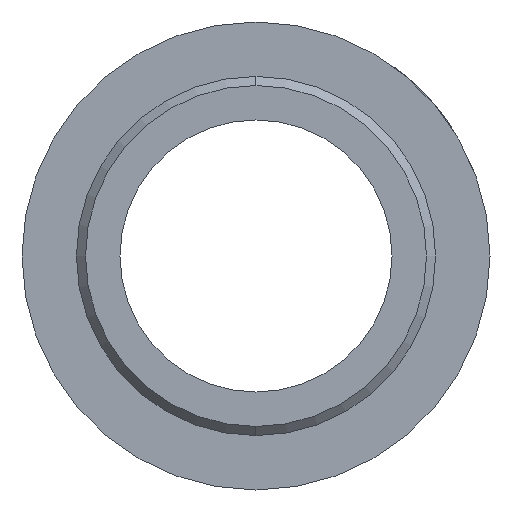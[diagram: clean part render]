
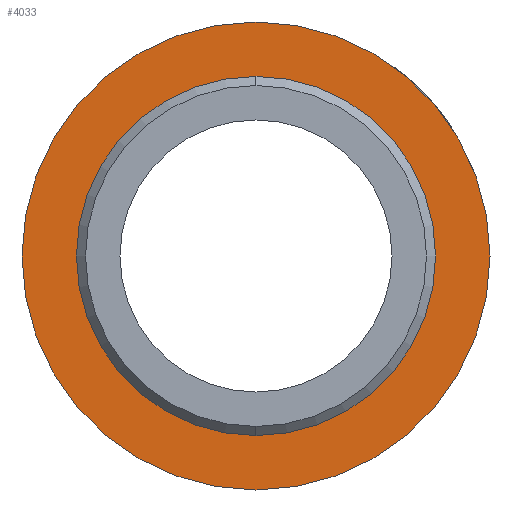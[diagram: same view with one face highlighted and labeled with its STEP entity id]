
A CAD part, left-side view. The second image highlights one B-rep face of the part: STEP entity #4033.
In plain terms, the highlighted planar face has unit normal (-1, 0, 0).
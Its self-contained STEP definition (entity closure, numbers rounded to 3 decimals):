
#44 = CARTESIAN_POINT ( 'NONE',  ( 21., 0., 0. ) ) ;
#81 = CARTESIAN_POINT ( 'NONE',  ( 21., 0., 0. ) ) ;
#248 = EDGE_LOOP ( 'NONE', ( #367, #2609 ) ) ;
#367 = ORIENTED_EDGE ( 'NONE', *, *, #4559, .T. ) ;
#656 = AXIS2_PLACEMENT_3D ( 'NONE', #810, #2916, #2106 ) ;
#672 = CIRCLE ( 'NONE', #1562, 12.9 ) ;
#810 = CARTESIAN_POINT ( 'NONE',  ( 21., 0., 0. ) ) ;
#871 = VERTEX_POINT ( 'NONE', #5040 ) ;
#904 = CARTESIAN_POINT ( 'NONE',  ( 21., 0., -12.9 ) ) ;
#1064 = DIRECTION ( 'NONE',  ( -1., 0., 0. ) ) ;
#1273 = EDGE_CURVE ( 'NONE', #4493, #2637, #3041, .T. ) ;
#1291 = CARTESIAN_POINT ( 'NONE',  ( 21., 0., 0. ) ) ;
#1321 = DIRECTION ( 'NONE',  ( 0., 0., 1. ) ) ;
#1562 = AXIS2_PLACEMENT_3D ( 'NONE', #81, #2211, #5093 ) ;
#1893 = PLANE ( 'NONE',  #5085 ) ;
#2021 = VERTEX_POINT ( 'NONE', #904 ) ;
#2106 = DIRECTION ( 'NONE',  ( 0., 0., 1. ) ) ;
#2211 = DIRECTION ( 'NONE',  ( -1., 0., 0. ) ) ;
#2331 = ORIENTED_EDGE ( 'NONE', *, *, #1273, .F. ) ;
#2609 = ORIENTED_EDGE ( 'NONE', *, *, #3157, .T. ) ;
#2637 = VERTEX_POINT ( 'NONE', #3463 ) ;
#2916 = DIRECTION ( 'NONE',  ( -1., 0., 0. ) ) ;
#3041 = CIRCLE ( 'NONE', #656, 9.9 ) ;
#3052 = AXIS2_PLACEMENT_3D ( 'NONE', #1291, #3445, #5102 ) ;
#3157 = EDGE_CURVE ( 'NONE', #2021, #871, #672, .T. ) ;
#3168 = FACE_OUTER_BOUND ( 'NONE', #248, .T. ) ;
#3323 = CARTESIAN_POINT ( 'NONE',  ( 21., 0., 9.9 ) ) ;
#3411 = CIRCLE ( 'NONE', #3683, 12.9 ) ;
#3445 = DIRECTION ( 'NONE',  ( -1., 0., 0. ) ) ;
#3463 = CARTESIAN_POINT ( 'NONE',  ( 21., 0., -9.9 ) ) ;
#3683 = AXIS2_PLACEMENT_3D ( 'NONE', #44, #4238, #1321 ) ;
#3828 = EDGE_CURVE ( 'NONE', #2637, #4493, #5254, .T. ) ;
#3991 = FACE_BOUND ( 'NONE', #5309, .T. ) ;
#4033 = ADVANCED_FACE ( 'NONE', ( #3168, #3991 ), #1893, .T. ) ;
#4238 = DIRECTION ( 'NONE',  ( -1., 0., 0. ) ) ;
#4438 = DIRECTION ( 'NONE',  ( 0., 0., 1. ) ) ;
#4493 = VERTEX_POINT ( 'NONE', #3323 ) ;
#4559 = EDGE_CURVE ( 'NONE', #871, #2021, #3411, .T. ) ;
#4767 = ORIENTED_EDGE ( 'NONE', *, *, #3828, .F. ) ;
#4853 = CARTESIAN_POINT ( 'NONE',  ( 21., 0., 0. ) ) ;
#5040 = CARTESIAN_POINT ( 'NONE',  ( 21., 0., 12.9 ) ) ;
#5085 = AXIS2_PLACEMENT_3D ( 'NONE', #4853, #1064, #4438 ) ;
#5093 = DIRECTION ( 'NONE',  ( 0., 0., 1. ) ) ;
#5102 = DIRECTION ( 'NONE',  ( 0., 0., 1. ) ) ;
#5254 = CIRCLE ( 'NONE', #3052, 9.9 ) ;
#5309 = EDGE_LOOP ( 'NONE', ( #2331, #4767 ) ) ;
